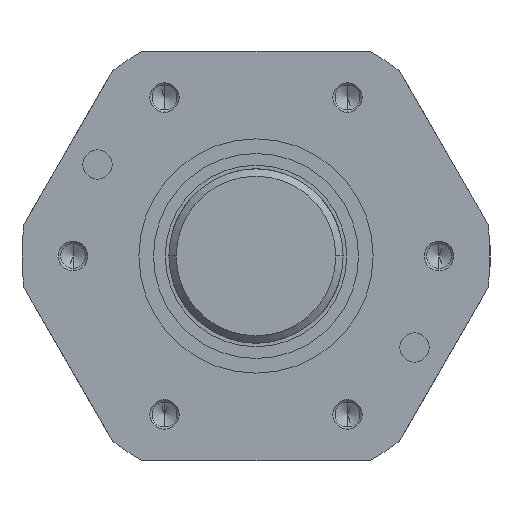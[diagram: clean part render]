
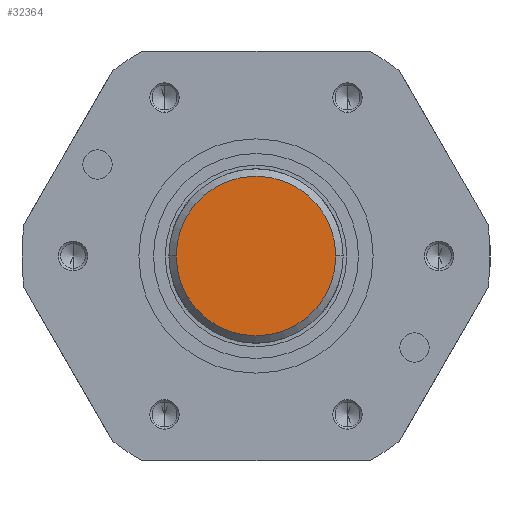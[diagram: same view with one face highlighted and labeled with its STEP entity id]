
A CAD part, front view. The second image highlights one B-rep face of the part: STEP entity #32364.
In plain terms, the highlighted planar face has unit normal (0, -1, 0).
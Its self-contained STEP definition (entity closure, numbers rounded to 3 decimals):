
#851 = DIRECTION ( 'NONE',  ( 0., -1., 0. ) ) ;
#7255 = CIRCLE ( 'NONE', #11596, 27.25 ) ;
#8594 = PLANE ( 'NONE',  #30135 ) ;
#8782 = CIRCLE ( 'NONE', #27065, 27.25 ) ;
#8914 = DIRECTION ( 'NONE',  ( -1., 0., 0. ) ) ;
#11584 = ORIENTED_EDGE ( 'NONE', *, *, #30150, .T. ) ;
#11596 = AXIS2_PLACEMENT_3D ( 'NONE', #27248, #14118, #8914 ) ;
#14023 = CARTESIAN_POINT ( 'NONE',  ( -29.75, 0., 0. ) ) ;
#14118 = DIRECTION ( 'NONE',  ( 0., -1., 0. ) ) ;
#16616 = FACE_OUTER_BOUND ( 'NONE', #28879, .T. ) ;
#17251 = CARTESIAN_POINT ( 'NONE',  ( -27.25, 0., 0. ) ) ;
#21113 = VERTEX_POINT ( 'NONE', #17251 ) ;
#24388 = DIRECTION ( 'NONE',  ( 0., 1., 0. ) ) ;
#24619 = CARTESIAN_POINT ( 'NONE',  ( 0., 0., 0. ) ) ;
#26975 = CARTESIAN_POINT ( 'NONE',  ( 27.25, 0., 0. ) ) ;
#27023 = DIRECTION ( 'NONE',  ( -1., 0., 0. ) ) ;
#27065 = AXIS2_PLACEMENT_3D ( 'NONE', #24619, #851, #27365 ) ;
#27248 = CARTESIAN_POINT ( 'NONE',  ( 0., 0., 0. ) ) ;
#27365 = DIRECTION ( 'NONE',  ( -1., 0., 0. ) ) ;
#28066 = ORIENTED_EDGE ( 'NONE', *, *, #32485, .T. ) ;
#28382 = VERTEX_POINT ( 'NONE', #26975 ) ;
#28879 = EDGE_LOOP ( 'NONE', ( #28066, #11584 ) ) ;
#30135 = AXIS2_PLACEMENT_3D ( 'NONE', #14023, #24388, #27023 ) ;
#30150 = EDGE_CURVE ( 'NONE', #28382, #21113, #7255, .T. ) ;
#32364 = ADVANCED_FACE ( 'NONE', ( #16616 ), #8594, .F. ) ;
#32485 = EDGE_CURVE ( 'NONE', #21113, #28382, #8782, .T. ) ;
